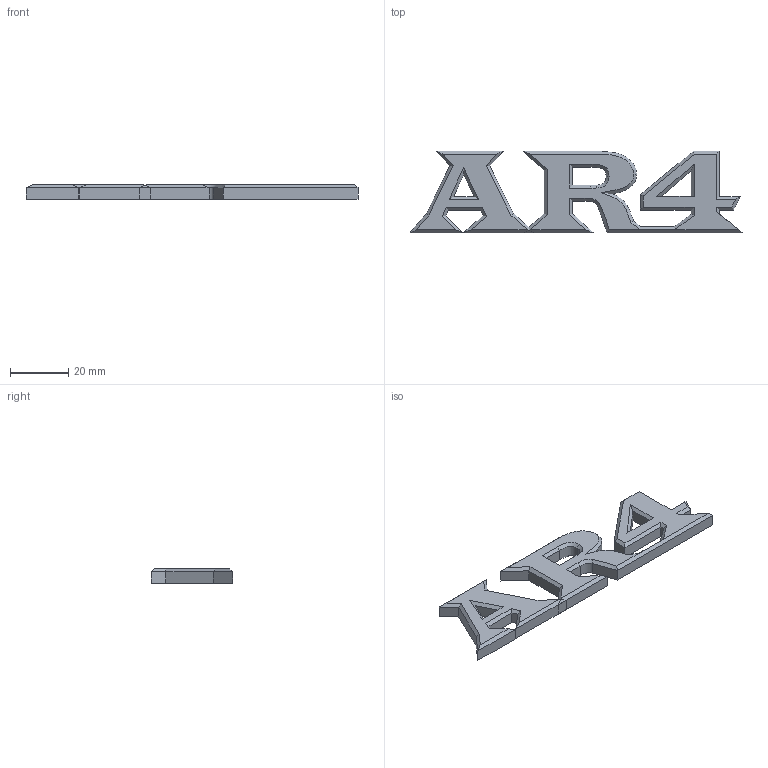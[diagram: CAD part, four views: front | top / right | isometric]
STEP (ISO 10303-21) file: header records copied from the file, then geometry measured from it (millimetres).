
FILE_DESCRIPTION (( 'STEP AP214' ), '1' );
FILE_NAME ('J2 Side Cover Logo .STEP', '2021-10-17T03:10:18', ( '' ), ( '' ), 'SwSTEP 2.0', 'SolidWorks 2021', '' );
FILE_SCHEMA (( 'AUTOMOTIVE_DESIGN' ));
Length unit declared in the file: millimetre
Products named in the file (1): J2 Side Cover Logo 
Bounding box: 114.48 x 28 x 5 mm (x, y, z)
Volume: 9076.1 mm3; surface area: 6339.5 mm2
Topology: 2 solids, 2 shells, 112 faces, 273 edges, 165 vertices
Faces by surface type: plane 98, bspline 14
Entity records: 5686 total; most frequent: CARTESIAN_POINT 3128, ORIENTED_EDGE 546, DIRECTION 439, EDGE_CURVE 273, LINE 241, VECTOR 241, VERTEX_POINT 165, EDGE_LOOP 118
